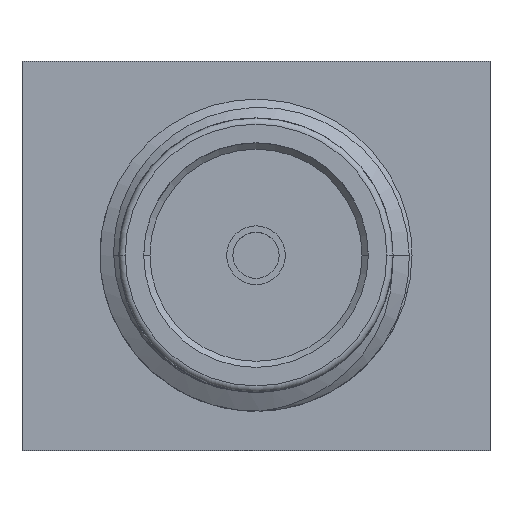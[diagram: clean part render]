
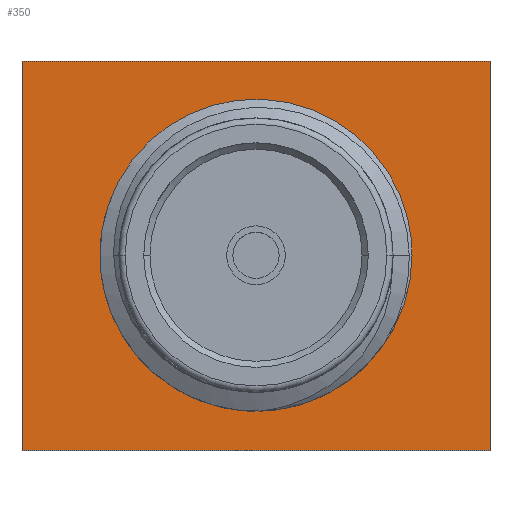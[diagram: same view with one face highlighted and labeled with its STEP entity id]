
A CAD part, top view. The second image highlights one B-rep face of the part: STEP entity #350.
In plain terms, the highlighted planar face has unit normal (0, 0, 1).
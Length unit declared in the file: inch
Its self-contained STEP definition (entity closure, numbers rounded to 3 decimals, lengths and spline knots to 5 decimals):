
#180 = DIRECTION ( 'NONE',  ( 0., 0., -1. ) ) ;
#182 = DIRECTION ( 'NONE',  ( -1., 0., 0. ) ) ;
#269 = DIRECTION ( 'NONE',  ( 1., 0., 0. ) ) ;
#340 = PLANE ( 'NONE',  #913 ) ;
#350 = ADVANCED_FACE ( 'NONE', ( #1208, #1438 ), #340, .F. ) ;
#378 = LINE ( 'NONE', #1247, #2944 ) ;
#404 = ORIENTED_EDGE ( 'NONE', *, *, #2250, .T. ) ;
#464 = CARTESIAN_POINT ( 'NONE',  ( 0., 0., 0. ) ) ;
#482 = LINE ( 'NONE', #2734, #1591 ) ;
#499 = DIRECTION ( 'NONE',  ( -1., 0., 0. ) ) ;
#575 = CIRCLE ( 'NONE', #2774, 0.11989 ) ;
#608 = CARTESIAN_POINT ( 'NONE',  ( 0.1875, 0.156, 0. ) ) ;
#744 = LINE ( 'NONE', #3289, #3187 ) ;
#837 = ORIENTED_EDGE ( 'NONE', *, *, #1622, .T. ) ;
#913 = AXIS2_PLACEMENT_3D ( 'NONE', #1776, #2618, #3151 ) ;
#976 = DIRECTION ( 'NONE',  ( 0., 0., -1. ) ) ;
#1154 = EDGE_LOOP ( 'NONE', ( #1927, #3569, #2287, #404 ) ) ;
#1208 = FACE_BOUND ( 'NONE', #3401, .T. ) ;
#1244 = CARTESIAN_POINT ( 'NONE',  ( 0., 0., 0. ) ) ;
#1247 = CARTESIAN_POINT ( 'NONE',  ( 0.1875, -0.156, 0. ) ) ;
#1321 = EDGE_CURVE ( 'NONE', #1649, #2346, #378, .T. ) ;
#1438 = FACE_OUTER_BOUND ( 'NONE', #1154, .T. ) ;
#1591 = VECTOR ( 'NONE', #182, 39.37008 ) ;
#1600 = CARTESIAN_POINT ( 'NONE',  ( -0.1875, 0.156, 0. ) ) ;
#1622 = EDGE_CURVE ( 'NONE', #3484, #3141, #575, .T. ) ;
#1649 = VERTEX_POINT ( 'NONE', #2425 ) ;
#1765 = EDGE_CURVE ( 'NONE', #1786, #3628, #744, .T. ) ;
#1776 = CARTESIAN_POINT ( 'NONE',  ( 0., 0., 0. ) ) ;
#1786 = VERTEX_POINT ( 'NONE', #1600 ) ;
#1868 = ORIENTED_EDGE ( 'NONE', *, *, #3238, .T. ) ;
#1927 = ORIENTED_EDGE ( 'NONE', *, *, #1321, .T. ) ;
#2133 = DIRECTION ( 'NONE',  ( 0., 1., 0. ) ) ;
#2250 = EDGE_CURVE ( 'NONE', #3628, #1649, #3082, .T. ) ;
#2287 = ORIENTED_EDGE ( 'NONE', *, *, #1765, .T. ) ;
#2346 = VERTEX_POINT ( 'NONE', #608 ) ;
#2425 = CARTESIAN_POINT ( 'NONE',  ( 0.1875, -0.156, 0. ) ) ;
#2548 = AXIS2_PLACEMENT_3D ( 'NONE', #464, #180, #499 ) ;
#2618 = DIRECTION ( 'NONE',  ( 0., 0., -1. ) ) ;
#2662 = VECTOR ( 'NONE', #269, 39.37008 ) ;
#2667 = CIRCLE ( 'NONE', #2548, 0.11989 ) ;
#2734 = CARTESIAN_POINT ( 'NONE',  ( -0.1875, 0.156, 0. ) ) ;
#2774 = AXIS2_PLACEMENT_3D ( 'NONE', #1244, #976, #3561 ) ;
#2934 = CARTESIAN_POINT ( 'NONE',  ( 0.11989, 0., 0. ) ) ;
#2944 = VECTOR ( 'NONE', #2133, 39.37008 ) ;
#2985 = EDGE_CURVE ( 'NONE', #2346, #1786, #482, .T. ) ;
#3082 = LINE ( 'NONE', #3158, #2662 ) ;
#3141 = VERTEX_POINT ( 'NONE', #2934 ) ;
#3151 = DIRECTION ( 'NONE',  ( -1., 0., 0. ) ) ;
#3158 = CARTESIAN_POINT ( 'NONE',  ( -0.1875, -0.156, 0. ) ) ;
#3187 = VECTOR ( 'NONE', #3330, 39.37008 ) ;
#3238 = EDGE_CURVE ( 'NONE', #3141, #3484, #2667, .T. ) ;
#3251 = CARTESIAN_POINT ( 'NONE',  ( -0.11989, 0., 0. ) ) ;
#3289 = CARTESIAN_POINT ( 'NONE',  ( -0.1875, -0.156, 0. ) ) ;
#3330 = DIRECTION ( 'NONE',  ( 0., -1., 0. ) ) ;
#3401 = EDGE_LOOP ( 'NONE', ( #837, #1868 ) ) ;
#3484 = VERTEX_POINT ( 'NONE', #3251 ) ;
#3561 = DIRECTION ( 'NONE',  ( -1., 0., 0. ) ) ;
#3569 = ORIENTED_EDGE ( 'NONE', *, *, #2985, .T. ) ;
#3571 = CARTESIAN_POINT ( 'NONE',  ( -0.1875, -0.156, 0. ) ) ;
#3628 = VERTEX_POINT ( 'NONE', #3571 ) ;
